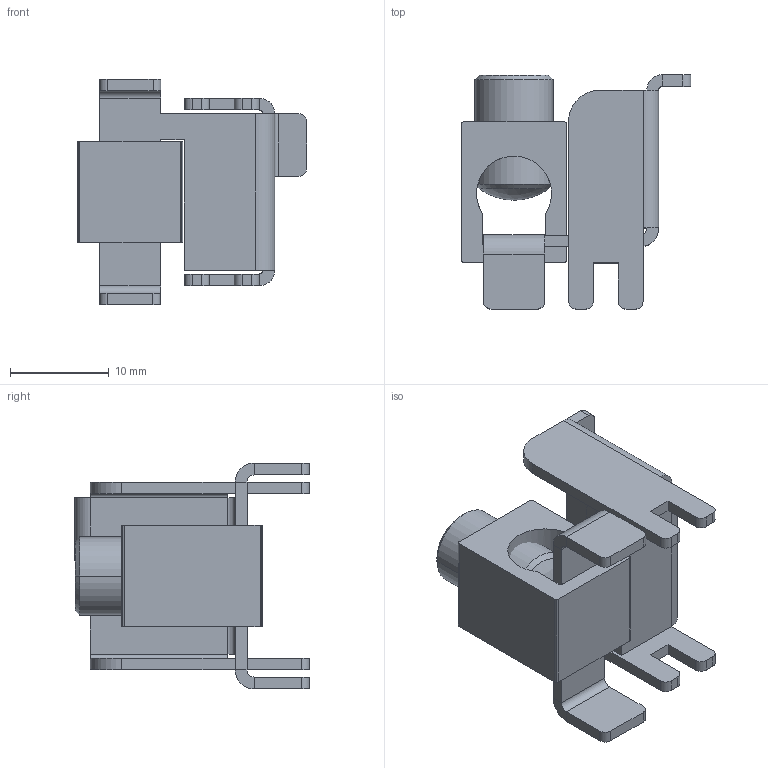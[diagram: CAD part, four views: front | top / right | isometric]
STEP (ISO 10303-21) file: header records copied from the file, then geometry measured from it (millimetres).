
FILE_DESCRIPTION (( 'STEP AP203' ), '1' );
FILE_NAME ('TERMINAL BLOCK WITH CUSTOM STAPLE.STEP', '2023-08-18T22:16:39', ( '' ), ( '' ), 'SwSTEP 2.0', 'SolidWorks 2022', '' );
FILE_SCHEMA (( 'CONFIG_CONTROL_DESIGN' ));
Length unit declared in the file: inch
Products named in the file (6): _STP FILES_B2A-PCB-45-HEX.stp; B2A.stp; TERMINAL BLOCK WITH CUSTOM STAPLE; _new_B2A-PCB-45-HEX no staple; 12786HEX.stp; SCREW TERMINAL LUG ADAPTER
Assembly tree (5 placements, depth 4):
  TERMINAL BLOCK WITH CUSTOM STAPLE
    _new_B2A-PCB-45-HEX no staple
      _STP FILES_B2A-PCB-45-HEX.stp
        B2A.stp
        12786HEX.stp
    SCREW TERMINAL LUG ADAPTER
Bounding box: 23.28 x 23.81 x 22.92 mm (x, y, z)
Volume: 2509.9 mm3; surface area: 3682.8 mm2
Topology: 3 solids, 3 shells, 149 faces, 361 edges, 220 vertices
Faces by surface type: plane 81, cylinder 53, cone 11, sphere 2, torus 2
Entity records: 5149 total; most frequent: CARTESIAN_POINT 967, DIRECTION 780, ORIENTED_EDGE 722, EDGE_CURVE 361, AXIS2_PLACEMENT_3D 276, VECTOR 228, LINE 228, VERTEX_POINT 220
